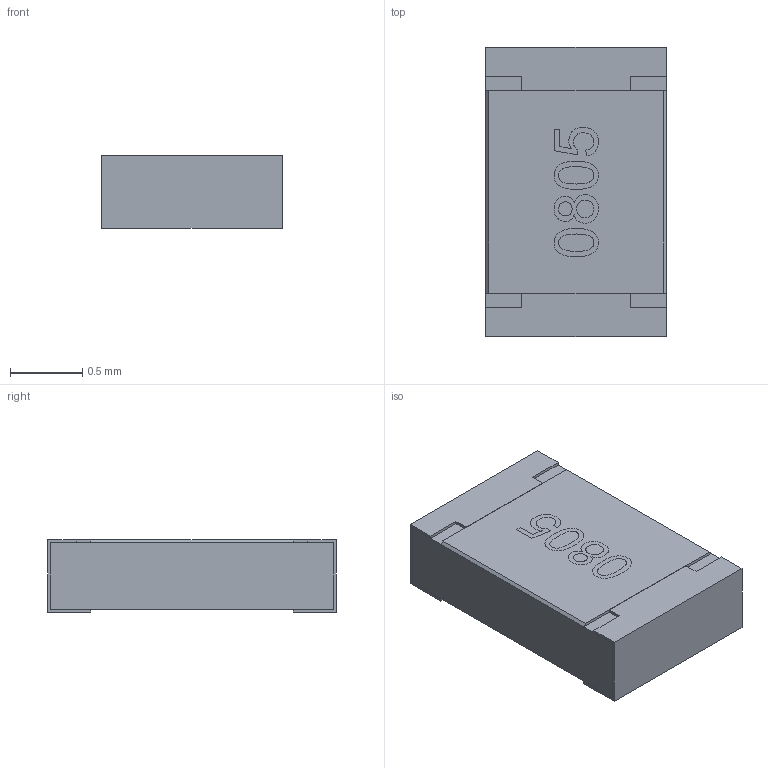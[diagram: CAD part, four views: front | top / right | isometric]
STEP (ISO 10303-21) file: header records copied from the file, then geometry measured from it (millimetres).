
FILE_DESCRIPTION(('FreeCAD Model'),'2;1');
FILE_NAME('Open CASCADE Shape Model','2025-06-22T12:29:52',(''),(''), 'Open CASCADE STEP processor 7.8','FreeCAD','Unknown');
FILE_SCHEMA(('AUTOMOTIVE_DESIGN { 1 0 10303 214 1 1 1 1 }'));
Length unit declared in the file: millimetre
Products named in the file (5): Unnamed; PAD; INNER BODY; OUTER BODY; name_0805
Assembly tree (4 placements, depth 2):
  Unnamed
    PAD
    INNER BODY
    OUTER BODY
    name_0805
Bounding box: 1.25 x 2 x 0.5 mm (x, y, z)
Volume: 1.2 mm3; surface area: 16.8 mm2
Topology: 4 solids, 8 shells, 46 faces, 197 edges, 163 vertices
Faces by surface type: plane 46
Entity records: 2171 total; most frequent: CARTESIAN_POINT 587, ORIENTED_EDGE 299, DIRECTION 211, EDGE_CURVE 197, VERTEX_POINT 163, LINE 109, VECTOR 109, B_SPLINE_CURVE_WITH_KNOTS 88
